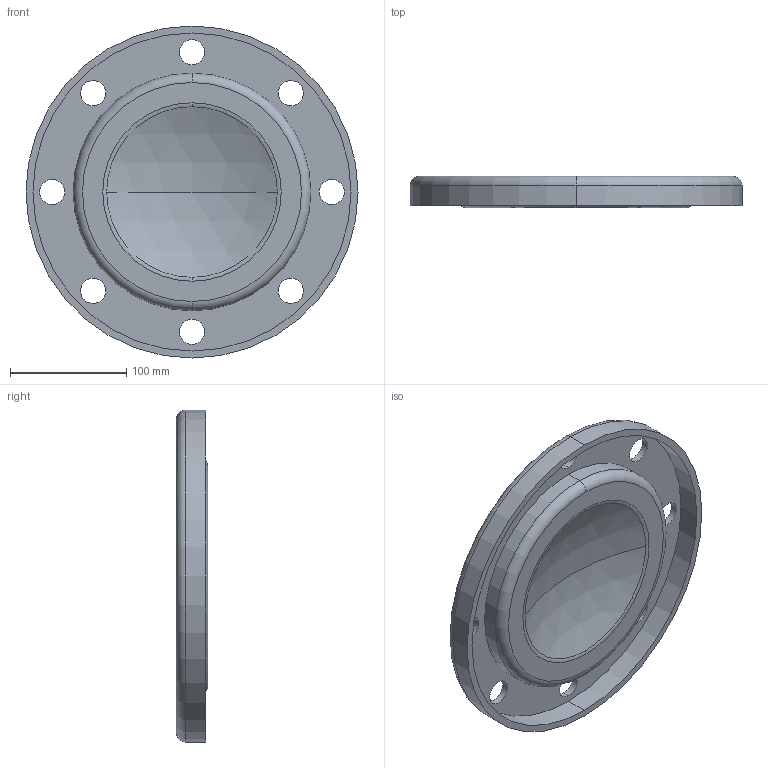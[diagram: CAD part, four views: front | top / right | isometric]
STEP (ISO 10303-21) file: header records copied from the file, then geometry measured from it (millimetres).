
FILE_DESCRIPTION (( 'STEP AP203' ), '1' );
FILE_NAME ('3D_R355_PN10_DN150_17679300.STEP', '2024-07-04T11:54:56', ( '' ), ( '' ), 'SwSTEP 2.0', 'SolidWorks 2024', '' );
FILE_SCHEMA (( 'CONFIG_CONTROL_DESIGN' ));
Length unit declared in the file: millimetre
Products named in the file (1): 3D_R355_PN10_DN150_17679300
Bounding box: 285 x 27 x 285 mm (x, y, z)
Volume: 520369 mm3; surface area: 184447.4 mm2
Topology: 1 solids, 1 shells, 41 faces, 98 edges, 64 vertices
Faces by surface type: cylinder 24, torus 8, plane 5, sphere 4
Entity records: 1343 total; most frequent: DIRECTION 256, CARTESIAN_POINT 204, ORIENTED_EDGE 196, AXIS2_PLACEMENT_3D 116, EDGE_CURVE 98, CIRCLE 74, VERTEX_POINT 64, EDGE_LOOP 62
